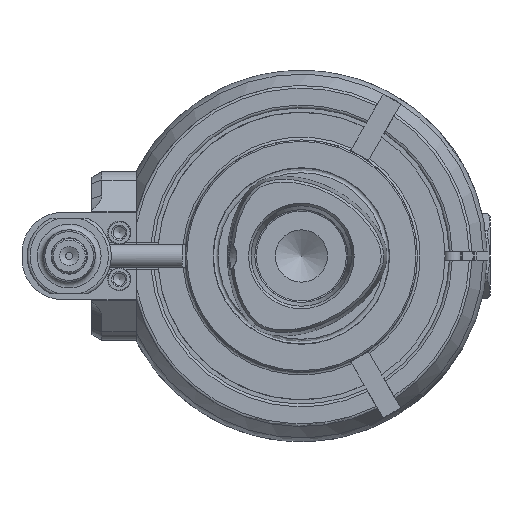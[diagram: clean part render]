
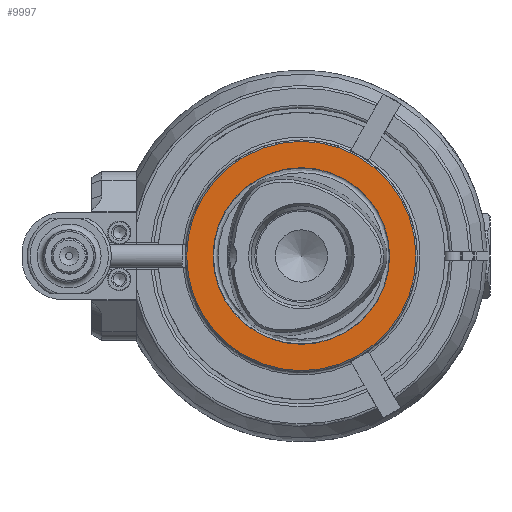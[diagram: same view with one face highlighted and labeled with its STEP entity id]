
A CAD part, left-side view. The second image highlights one B-rep face of the part: STEP entity #9997.
In plain terms, the highlighted planar face has unit normal (-1, 0, 0).
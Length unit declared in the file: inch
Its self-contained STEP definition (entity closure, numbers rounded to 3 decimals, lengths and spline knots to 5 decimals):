
#354=FACE_BOUND('',#2044,.T.);
#1361=FACE_OUTER_BOUND('',#2043,.T.);
#2043=EDGE_LOOP('',(#8921));
#2044=EDGE_LOOP('',(#8922));
#3793=CIRCLE('',#11142,1.55512);
#3794=CIRCLE('',#11144,1.19741);
#4729=VERTEX_POINT('',#32009);
#4730=VERTEX_POINT('',#32013);
#6146=EDGE_CURVE('',#4729,#4729,#3793,.T.);
#6147=EDGE_CURVE('',#4730,#4730,#3794,.T.);
#8921=ORIENTED_EDGE('',*,*,#6146,.T.);
#8922=ORIENTED_EDGE('',*,*,#6147,.T.);
#9441=PLANE('',#11143);
#9997=ADVANCED_FACE('',(#1361,#354),#9441,.T.);
#11142=AXIS2_PLACEMENT_3D('',#32011,#13841,#13842);
#11143=AXIS2_PLACEMENT_3D('',#32012,#13843,#13844);
#11144=AXIS2_PLACEMENT_3D('',#32014,#13845,#13846);
#13841=DIRECTION('center_axis',(-1.,0.,0.));
#13842=DIRECTION('ref_axis',(0.,-1.,0.));
#13843=DIRECTION('center_axis',(-1.,0.,0.));
#13844=DIRECTION('ref_axis',(0.,1.,0.));
#13845=DIRECTION('center_axis',(1.,0.,0.));
#13846=DIRECTION('ref_axis',(0.,1.,0.));
#32009=CARTESIAN_POINT('',(-2.99213,1.55512,0.));
#32011=CARTESIAN_POINT('Origin',(-2.99213,0.,0.));
#32012=CARTESIAN_POINT('Origin',(-2.99213,0.,0.));
#32013=CARTESIAN_POINT('',(-2.99213,-1.19741,0.));
#32014=CARTESIAN_POINT('Origin',(-2.99213,0.,0.));
